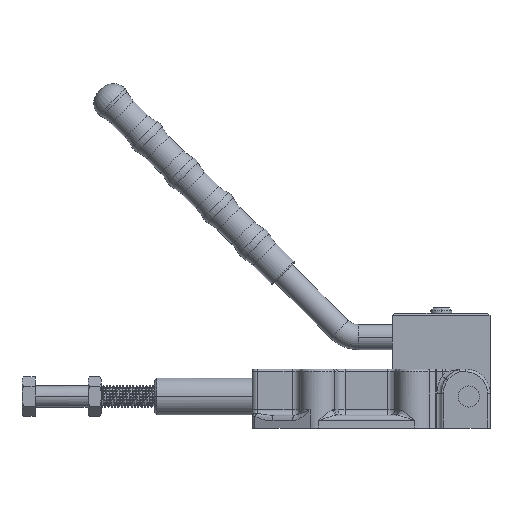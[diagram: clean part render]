
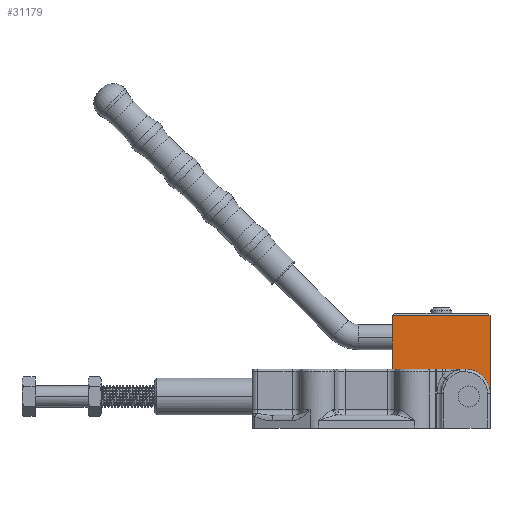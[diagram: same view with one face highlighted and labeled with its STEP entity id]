
A CAD part, top view. The second image highlights one B-rep face of the part: STEP entity #31179.
In plain terms, the highlighted planar face has unit normal (0, 0, 1).
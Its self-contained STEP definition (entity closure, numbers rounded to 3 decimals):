
#217 = DIRECTION ( 'NONE',  ( 0., 0., -1. ) ) ;
#989 = CIRCLE ( 'NONE', #29334, 3. ) ;
#1241 = DIRECTION ( 'NONE',  ( 0., 0., 1. ) ) ;
#2989 = VERTEX_POINT ( 'NONE', #16861 ) ;
#3161 = CARTESIAN_POINT ( 'NONE',  ( 14.5, -12., 9. ) ) ;
#3702 = CARTESIAN_POINT ( 'NONE',  ( -5.5, -12., 9. ) ) ;
#4267 = EDGE_CURVE ( 'NONE', #14930, #25973, #22189, .T. ) ;
#4757 = FACE_BOUND ( 'NONE', #12604, .T. ) ;
#5384 = EDGE_CURVE ( 'NONE', #25973, #9073, #7971, .T. ) ;
#5967 = VERTEX_POINT ( 'NONE', #3161 ) ;
#7831 = CARTESIAN_POINT ( 'NONE',  ( 10.5, -12., 9. ) ) ;
#7971 = LINE ( 'NONE', #23942, #24591 ) ;
#8015 = FACE_OUTER_BOUND ( 'NONE', #13505, .T. ) ;
#8074 = CARTESIAN_POINT ( 'NONE',  ( -18.5, 18.5, 9. ) ) ;
#8517 = EDGE_CURVE ( 'NONE', #9073, #21188, #25327, .T. ) ;
#8658 = EDGE_CURVE ( 'NONE', #2989, #31945, #989, .T. ) ;
#8848 = CIRCLE ( 'NONE', #15966, 3. ) ;
#8864 = CARTESIAN_POINT ( 'NONE',  ( 18.5, 18.5, 9. ) ) ;
#8934 = VERTEX_POINT ( 'NONE', #13418 ) ;
#9073 = VERTEX_POINT ( 'NONE', #8864 ) ;
#10188 = DIRECTION ( 'NONE',  ( 0., -1., 0. ) ) ;
#10386 = CARTESIAN_POINT ( 'NONE',  ( 0., 0., 9. ) ) ;
#11413 = DIRECTION ( 'NONE',  ( 1., 0., 0. ) ) ;
#12160 = EDGE_CURVE ( 'NONE', #8934, #5967, #31206, .T. ) ;
#12586 = DIRECTION ( 'NONE',  ( 0., 0., 1. ) ) ;
#12604 = EDGE_LOOP ( 'NONE', ( #24309, #15572 ) ) ;
#13418 = CARTESIAN_POINT ( 'NONE',  ( 6.5, -12., 9. ) ) ;
#13431 = CIRCLE ( 'NONE', #17474, 4. ) ;
#13505 = EDGE_LOOP ( 'NONE', ( #15831, #32518, #25073, #28635 ) ) ;
#14583 = VECTOR ( 'NONE', #10188, 1000. ) ;
#14930 = VERTEX_POINT ( 'NONE', #28893 ) ;
#15343 = EDGE_CURVE ( 'NONE', #21188, #14930, #17033, .T. ) ;
#15366 = CARTESIAN_POINT ( 'NONE',  ( -18.5, -19.5, 9. ) ) ;
#15572 = ORIENTED_EDGE ( 'NONE', *, *, #27522, .F. ) ;
#15831 = ORIENTED_EDGE ( 'NONE', *, *, #5384, .T. ) ;
#15966 = AXIS2_PLACEMENT_3D ( 'NONE', #30671, #31010, #33153 ) ;
#16861 = CARTESIAN_POINT ( 'NONE',  ( -8.5, -12., 9. ) ) ;
#17033 = LINE ( 'NONE', #15366, #14583 ) ;
#17474 = AXIS2_PLACEMENT_3D ( 'NONE', #24292, #26878, #23837 ) ;
#17714 = FACE_BOUND ( 'NONE', #25911, .T. ) ;
#17947 = AXIS2_PLACEMENT_3D ( 'NONE', #7831, #12586, #31127 ) ;
#18418 = VECTOR ( 'NONE', #23996, 1000. ) ;
#18545 = VECTOR ( 'NONE', #11413, 1000. ) ;
#19322 = DIRECTION ( 'NONE',  ( 1., 0., 0. ) ) ;
#21082 = AXIS2_PLACEMENT_3D ( 'NONE', #10386, #217, #23971 ) ;
#21106 = ORIENTED_EDGE ( 'NONE', *, *, #29806, .F. ) ;
#21188 = VERTEX_POINT ( 'NONE', #8074 ) ;
#21346 = CARTESIAN_POINT ( 'NONE',  ( 18.5, -19.5, 9. ) ) ;
#22156 = CARTESIAN_POINT ( 'NONE',  ( -2.5, -12., 9. ) ) ;
#22189 = LINE ( 'NONE', #27252, #18545 ) ;
#23837 = DIRECTION ( 'NONE',  ( 1., 0., 0. ) ) ;
#23942 = CARTESIAN_POINT ( 'NONE',  ( 18.5, -19.5, 9. ) ) ;
#23971 = DIRECTION ( 'NONE',  ( -1., 0., 0. ) ) ;
#23996 = DIRECTION ( 'NONE',  ( -1., 0., 0. ) ) ;
#24292 = CARTESIAN_POINT ( 'NONE',  ( 10.5, -12., 9. ) ) ;
#24309 = ORIENTED_EDGE ( 'NONE', *, *, #12160, .F. ) ;
#24591 = VECTOR ( 'NONE', #26209, 1000. ) ;
#25073 = ORIENTED_EDGE ( 'NONE', *, *, #15343, .T. ) ;
#25327 = LINE ( 'NONE', #31654, #18418 ) ;
#25903 = PLANE ( 'NONE',  #21082 ) ;
#25911 = EDGE_LOOP ( 'NONE', ( #28520, #21106 ) ) ;
#25973 = VERTEX_POINT ( 'NONE', #21346 ) ;
#26209 = DIRECTION ( 'NONE',  ( 0., 1., 0. ) ) ;
#26878 = DIRECTION ( 'NONE',  ( 0., 0., 1. ) ) ;
#27252 = CARTESIAN_POINT ( 'NONE',  ( -18.5, -19.5, 9. ) ) ;
#27522 = EDGE_CURVE ( 'NONE', #5967, #8934, #13431, .T. ) ;
#28520 = ORIENTED_EDGE ( 'NONE', *, *, #8658, .F. ) ;
#28635 = ORIENTED_EDGE ( 'NONE', *, *, #4267, .T. ) ;
#28893 = CARTESIAN_POINT ( 'NONE',  ( -18.5, -19.5, 9. ) ) ;
#29334 = AXIS2_PLACEMENT_3D ( 'NONE', #3702, #1241, #19322 ) ;
#29806 = EDGE_CURVE ( 'NONE', #31945, #2989, #8848, .T. ) ;
#30671 = CARTESIAN_POINT ( 'NONE',  ( -5.5, -12., 9. ) ) ;
#31010 = DIRECTION ( 'NONE',  ( 0., 0., 1. ) ) ;
#31127 = DIRECTION ( 'NONE',  ( 1., 0., 0. ) ) ;
#31179 = ADVANCED_FACE ( 'NONE', ( #4757, #8015, #17714 ), #25903, .F. ) ;
#31206 = CIRCLE ( 'NONE', #17947, 4. ) ;
#31654 = CARTESIAN_POINT ( 'NONE',  ( 0., 18.5, 9. ) ) ;
#31945 = VERTEX_POINT ( 'NONE', #22156 ) ;
#32518 = ORIENTED_EDGE ( 'NONE', *, *, #8517, .T. ) ;
#33153 = DIRECTION ( 'NONE',  ( 1., 0., 0. ) ) ;
